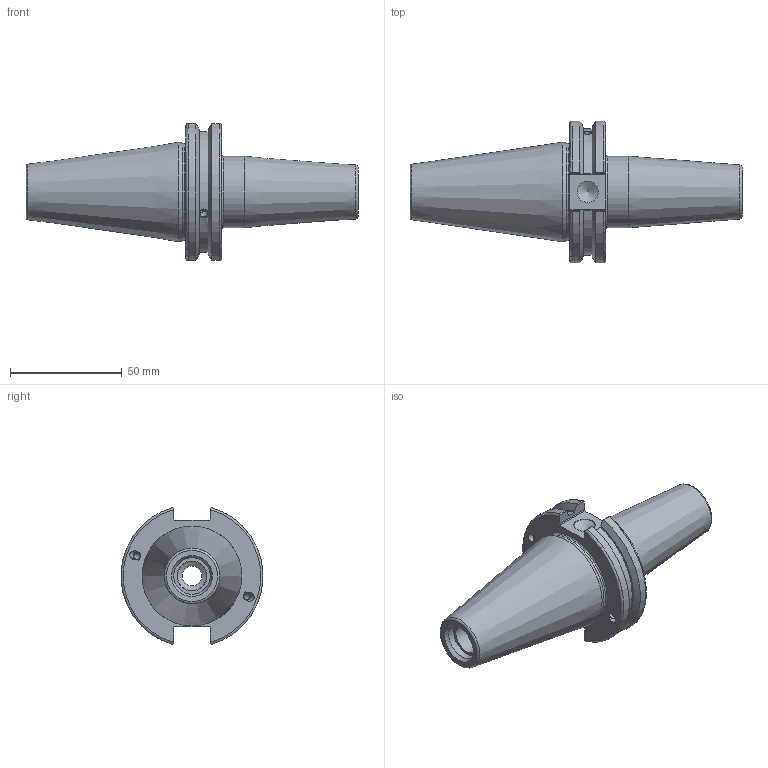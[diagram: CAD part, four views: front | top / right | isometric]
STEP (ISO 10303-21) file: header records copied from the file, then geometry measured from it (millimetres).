
FILE_DESCRIPTION(/* description */ (''),/* implementation_level */ '2;1');
FILE_NAME(/* name */ 'VK032.stp',/* time_stamp */ '2023-11-06T15:56:43+09:00',/* author */ ('YSH'),/* organization */ (''),/* preprocessor_version */ 'ST-DEVELOPER v19.2',/* originating_system */ 'Autodesk Inventor 2024',/* authorisation */ '');
FILE_SCHEMA (('AUTOMOTIVE_DESIGN { 1 0 10303 214 3 1 1 }'));
Length unit declared in the file: millimetre
Products named in the file (1): LO-CAT40ADB-SFH12.7-80
Bounding box: 148.25 x 63.26 x 61.09 mm (x, y, z)
Volume: 133550.5 mm3; surface area: 28130.2 mm2
Topology: 1 solids, 1 shells, 88 faces, 237 edges, 154 vertices
Faces by surface type: plane 37, cylinder 29, cone 13, torus 9
Full cylindrical faces by diameter (mm): 3.242 x8, 4 x2, 4.2 x2, 8.917 x1, 9.525 x1, 12.7 x1, 13 x1, 13.386 x1, 13.9 x1, 16.3 x1, 32 x1, 43.6 x1
Entity records: 3023 total; most frequent: CARTESIAN_POINT 781, ORIENTED_EDGE 468, DIRECTION 460, EDGE_CURVE 234, AXIS2_PLACEMENT_3D 183, VERTEX_POINT 154, EDGE_LOOP 104, LINE 94
